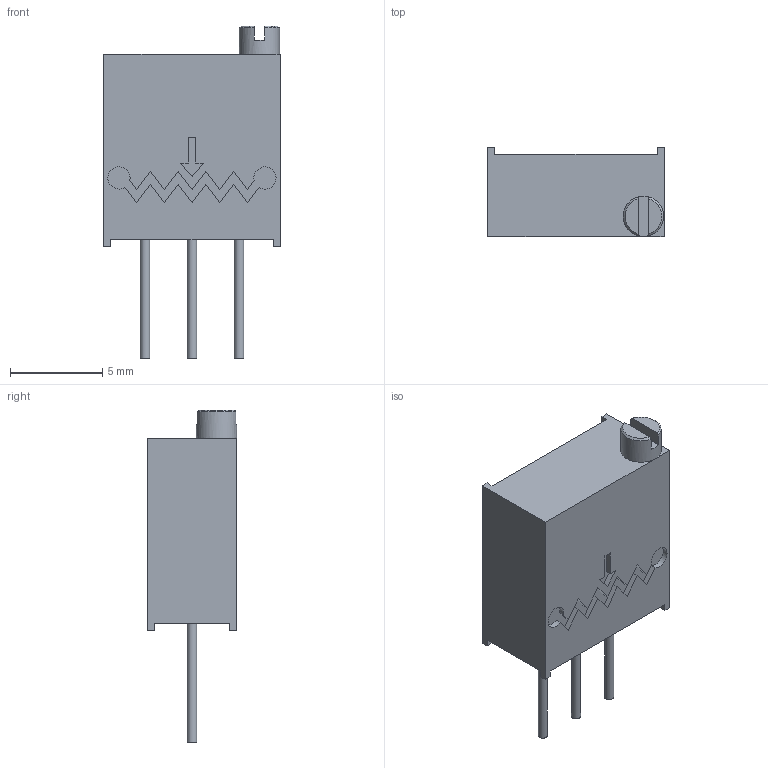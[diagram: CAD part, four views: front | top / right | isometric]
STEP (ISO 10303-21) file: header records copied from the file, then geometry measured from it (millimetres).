
FILE_DESCRIPTION(('FreeCAD Model'),'2;1');
FILE_NAME( 'PotenciometroMultivueltas.step', '2020-07-06T19:52:12',('Author'),(''), 'Open CASCADE STEP processor 7.3','FreeCAD','Unknown');
FILE_SCHEMA(('AUTOMOTIVE_DESIGN { 1 0 10303 214 1 1 1 1 }'));
Length unit declared in the file: millimetre
Products named in the file (1): Pocket005
Bounding box: 9.53 x 4.83 x 17.95 mm (x, y, z)
Volume: 434.7 mm3; surface area: 437.3 mm2
Topology: 1 solids, 1 shells, 66 faces, 177 edges, 118 vertices
Faces by surface type: plane 57, cylinder 6, cone 3
Full cylindrical faces by diameter (mm): 0.51 x3, 2.18 x1
Entity records: 4839 total; most frequent: CARTESIAN_POINT 784, DIRECTION 667, LINE 458, VECTOR 458, ORIENTED_EDGE 354, PCURVE 354, DEFINITIONAL_REPRESENTATION 354, EDGE_CURVE 177
